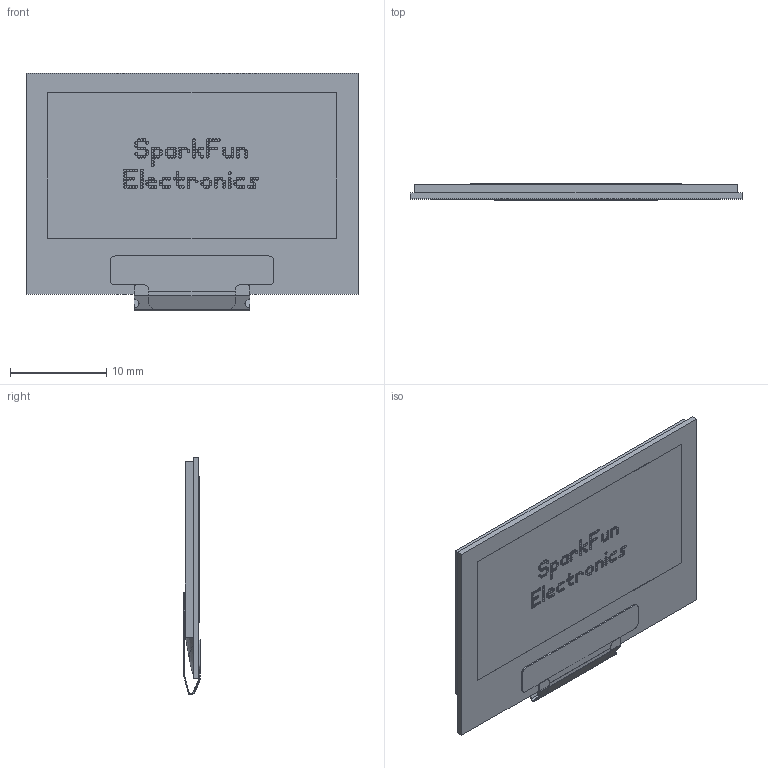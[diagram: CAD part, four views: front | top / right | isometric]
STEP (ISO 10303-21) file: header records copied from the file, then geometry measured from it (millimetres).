
FILE_DESCRIPTION(/* description */ (''),/* implementation_level */ '2;1');
FILE_NAME(/* name */ 'UG-2864KSWLG01.step',/* time_stamp */ '2024-11-21T14:50:54-05:00',/* author */ (''),/* organization */ (''),/* preprocessor_version */ 'ST-DEVELOPER v20',/* originating_system */ 'Autodesk Translation Framework v13.14.0.145',/* authorisation */ '');
FILE_SCHEMA (('AUTOMOTIVE_DESIGN { 1 0 10303 214 3 1 1 }'));
Products named in the file (1): UG-2864KSWLG01-STEP
Bounding box: 34.5 x 1.75 x 24.71 mm (x, y, z)
Volume: 1083.7 mm3; surface area: 3833.5 mm2
Topology: 192 solids, 192 shells, 1949 faces, 4692 edges, 3128 vertices
Faces by surface type: bspline 1500, plane 428, cylinder 21
Full cylindrical faces by diameter (mm): 0.8 x2
Entity records: 58711 total; most frequent: CARTESIAN_POINT 23384, ORIENTED_EDGE 9384, EDGE_CURVE 4692, VERTEX_POINT 3128, B_SPLINE_CURVE_WITH_KNOTS 2998, DIRECTION 2640, EDGE_LOOP 1954, FACE_OUTER_BOUND 1949
